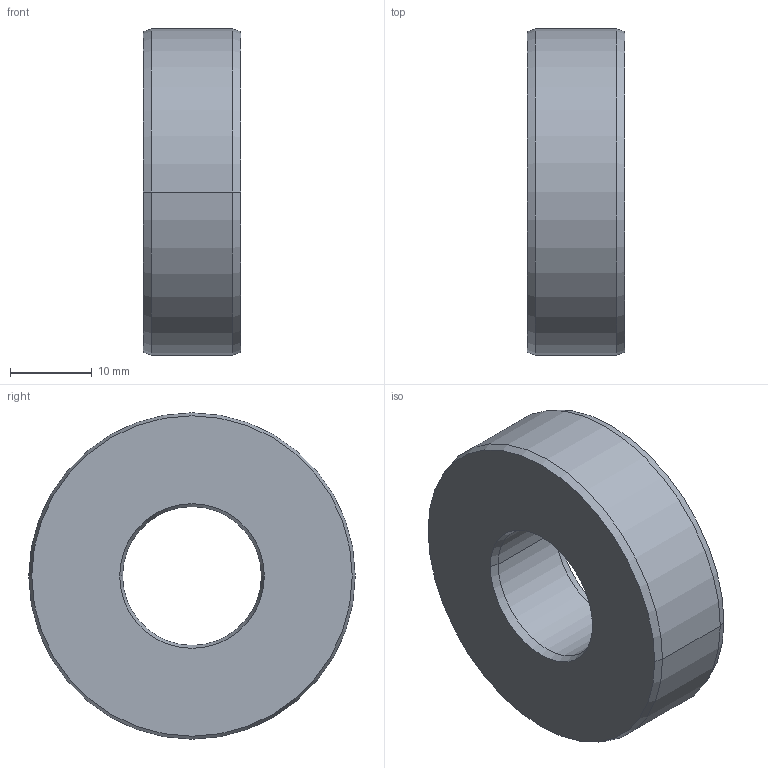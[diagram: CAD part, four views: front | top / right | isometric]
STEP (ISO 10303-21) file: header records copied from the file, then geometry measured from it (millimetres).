
FILE_DESCRIPTION((''),'2;1');
FILE_NAME('_CGS_TEMP_IGS','2023-05-17T',('SYSTEM'),(''),'PRO/ENGINEER BY PARAMETRIC TECHNOLOGY CORPORATION, 2016360','PRO/ENGINEER BY PARAMETRIC TECHNOLOGY CORPORATION, 2016360','');
FILE_SCHEMA(('AUTOMOTIVE_DESIGN { 1 0 10303 214 1 1 1 1 }'));
Length unit declared in the file: inch
Products named in the file (1): _CGS_TEMP_IGS
Bounding box: 12 x 40 x 40 mm (x, y, z)
Volume: 11157.3 mm3; surface area: 9708.2 mm2
Topology: 1 solids, 3 shells, 95 faces, 288 edges, 192 vertices
Faces by surface type: plane 47, cylinder 20, sphere 12, cone 8, torus 8
Entity records: 3966 total; most frequent: CARTESIAN_POINT 1137, ORIENTED_EDGE 576, DIRECTION 518, EDGE_CURVE 288, VERTEX_POINT 192, AXIS2_PLACEMENT_3D 191, VECTOR 136, LINE 136
